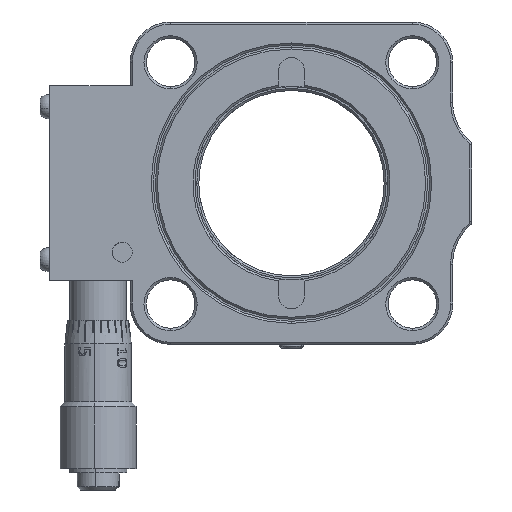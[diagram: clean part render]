
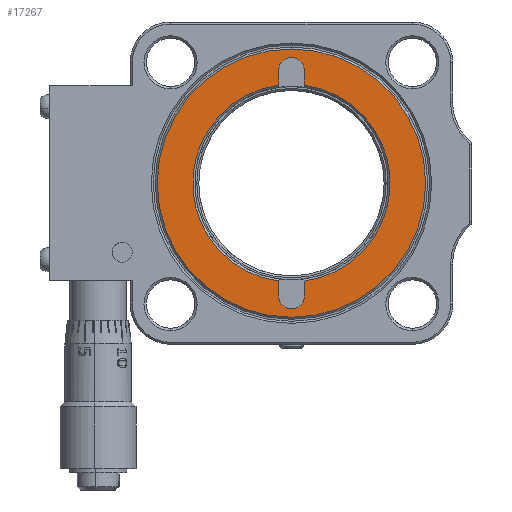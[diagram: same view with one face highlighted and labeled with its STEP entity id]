
A CAD part, left-side view. The second image highlights one B-rep face of the part: STEP entity #17267.
In plain terms, the highlighted planar face has unit normal (-1, 0, 0).
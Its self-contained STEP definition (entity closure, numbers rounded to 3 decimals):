
#1046 = EDGE_CURVE ( 'NONE', #11940, #7504, #18708, .T. ) ;
#1334 = FACE_BOUND ( 'NONE', #23992, .T. ) ;
#1535 = VECTOR ( 'NONE', #13896, 1000. ) ;
#2189 = VERTEX_POINT ( 'NONE', #4197 ) ;
#2294 = EDGE_CURVE ( 'NONE', #8295, #9951, #8208, .T. ) ;
#2344 = CARTESIAN_POINT ( 'NONE',  ( -4.046, 0., 0. ) ) ;
#2503 = DIRECTION ( 'NONE',  ( 0., 0., 1. ) ) ;
#2608 = EDGE_CURVE ( 'NONE', #5850, #12362, #15140, .T. ) ;
#2881 = ORIENTED_EDGE ( 'NONE', *, *, #26066, .T. ) ;
#3039 = CARTESIAN_POINT ( 'NONE',  ( -4.046, 1.6, -14. ) ) ;
#3726 = DIRECTION ( 'NONE',  ( 0., 0., -1. ) ) ;
#3785 = CIRCLE ( 'NONE', #24571, 1.6 ) ;
#4197 = CARTESIAN_POINT ( 'NONE',  ( -4.046, 1.6, 14. ) ) ;
#4978 = CARTESIAN_POINT ( 'NONE',  ( -4.046, 0., 14. ) ) ;
#5089 = ORIENTED_EDGE ( 'NONE', *, *, #21515, .F. ) ;
#5145 = DIRECTION ( 'NONE',  ( 0., 0., -1. ) ) ;
#5314 = ORIENTED_EDGE ( 'NONE', *, *, #9306, .F. ) ;
#5438 = AXIS2_PLACEMENT_3D ( 'NONE', #2344, #20566, #10565 ) ;
#5579 = CARTESIAN_POINT ( 'NONE',  ( -4.046, 1.6, -14. ) ) ;
#5625 = AXIS2_PLACEMENT_3D ( 'NONE', #22233, #15904, #20773 ) ;
#5850 = VERTEX_POINT ( 'NONE', #11476 ) ;
#5963 = DIRECTION ( 'NONE',  ( 1., 0., 0. ) ) ;
#6073 = AXIS2_PLACEMENT_3D ( 'NONE', #21416, #23538, #23719 ) ;
#6101 = DIRECTION ( 'NONE',  ( 0., 0., 1. ) ) ;
#6330 = ORIENTED_EDGE ( 'NONE', *, *, #24741, .F. ) ;
#6442 = VECTOR ( 'NONE', #3726, 1000. ) ;
#6790 = DIRECTION ( 'NONE',  ( -1., 0., 0. ) ) ;
#7419 = PLANE ( 'NONE',  #6073 ) ;
#7504 = VERTEX_POINT ( 'NONE', #18088 ) ;
#7596 = VECTOR ( 'NONE', #23651, 1000. ) ;
#7689 = AXIS2_PLACEMENT_3D ( 'NONE', #4978, #19018, #5145 ) ;
#7769 = CIRCLE ( 'NONE', #5438, 12.25 ) ;
#8208 = CIRCLE ( 'NONE', #18520, 16.65 ) ;
#8295 = VERTEX_POINT ( 'NONE', #14148 ) ;
#8967 = DIRECTION ( 'NONE',  ( 0., 0., -1. ) ) ;
#9306 = EDGE_CURVE ( 'NONE', #20707, #23693, #22434, .T. ) ;
#9697 = CIRCLE ( 'NONE', #7689, 1.6 ) ;
#9951 = VERTEX_POINT ( 'NONE', #18551 ) ;
#10081 = VERTEX_POINT ( 'NONE', #10592 ) ;
#10253 = CARTESIAN_POINT ( 'NONE',  ( -4.046, -1.6, -14. ) ) ;
#10403 = CARTESIAN_POINT ( 'NONE',  ( -4.046, 0., 0. ) ) ;
#10525 = CARTESIAN_POINT ( 'NONE',  ( -4.046, -1.6, 12.145 ) ) ;
#10551 = EDGE_CURVE ( 'NONE', #20707, #12362, #7769, .T. ) ;
#10565 = DIRECTION ( 'NONE',  ( 0., 0., 1. ) ) ;
#10592 = CARTESIAN_POINT ( 'NONE',  ( -4.046, 0., -15.6 ) ) ;
#11476 = CARTESIAN_POINT ( 'NONE',  ( -4.046, -1.6, -14. ) ) ;
#11909 = CIRCLE ( 'NONE', #19157, 16.65 ) ;
#11940 = VERTEX_POINT ( 'NONE', #16323 ) ;
#11962 = EDGE_CURVE ( 'NONE', #10081, #5850, #14071, .T. ) ;
#12362 = VERTEX_POINT ( 'NONE', #19998 ) ;
#12810 = ORIENTED_EDGE ( 'NONE', *, *, #23768, .F. ) ;
#12910 = AXIS2_PLACEMENT_3D ( 'NONE', #19356, #5963, #22518 ) ;
#13036 = CARTESIAN_POINT ( 'NONE',  ( -4.046, -1.6, 14. ) ) ;
#13355 = FACE_OUTER_BOUND ( 'NONE', #26133, .T. ) ;
#13764 = EDGE_CURVE ( 'NONE', #11940, #15790, #23855, .T. ) ;
#13896 = DIRECTION ( 'NONE',  ( 0., 0., 1. ) ) ;
#14071 = CIRCLE ( 'NONE', #5625, 1.6 ) ;
#14148 = CARTESIAN_POINT ( 'NONE',  ( -4.046, 0., -16.65 ) ) ;
#14868 = CARTESIAN_POINT ( 'NONE',  ( -4.046, 0., 0. ) ) ;
#14987 = CARTESIAN_POINT ( 'NONE',  ( -4.046, 0., -14. ) ) ;
#15140 = LINE ( 'NONE', #16004, #1535 ) ;
#15790 = VERTEX_POINT ( 'NONE', #3039 ) ;
#15904 = DIRECTION ( 'NONE',  ( -1., 0., 0. ) ) ;
#16004 = CARTESIAN_POINT ( 'NONE',  ( -4.046, -1.6, -14. ) ) ;
#16323 = CARTESIAN_POINT ( 'NONE',  ( -4.046, 1.6, -12.145 ) ) ;
#17267 = ADVANCED_FACE ( 'NONE', ( #13355, #1334 ), #7419, .F. ) ;
#17433 = LINE ( 'NONE', #17798, #7596 ) ;
#17798 = CARTESIAN_POINT ( 'NONE',  ( -4.046, 1.6, -14. ) ) ;
#18088 = CARTESIAN_POINT ( 'NONE',  ( -4.046, 1.6, 12.145 ) ) ;
#18511 = ORIENTED_EDGE ( 'NONE', *, *, #2294, .T. ) ;
#18520 = AXIS2_PLACEMENT_3D ( 'NONE', #14868, #6790, #2503 ) ;
#18551 = CARTESIAN_POINT ( 'NONE',  ( -4.046, 0., 16.65 ) ) ;
#18708 = CIRCLE ( 'NONE', #12910, 12.25 ) ;
#19018 = DIRECTION ( 'NONE',  ( -1., 0., 0. ) ) ;
#19052 = DIRECTION ( 'NONE',  ( -1., 0., 0. ) ) ;
#19157 = AXIS2_PLACEMENT_3D ( 'NONE', #10403, #24845, #20770 ) ;
#19356 = CARTESIAN_POINT ( 'NONE',  ( -4.046, 0., 0. ) ) ;
#19606 = VECTOR ( 'NONE', #6101, 1000. ) ;
#19951 = ORIENTED_EDGE ( 'NONE', *, *, #13764, .F. ) ;
#19998 = CARTESIAN_POINT ( 'NONE',  ( -4.046, -1.6, -12.145 ) ) ;
#20566 = DIRECTION ( 'NONE',  ( 1., 0., 0. ) ) ;
#20707 = VERTEX_POINT ( 'NONE', #10525 ) ;
#20770 = DIRECTION ( 'NONE',  ( 0., 0., 1. ) ) ;
#20773 = DIRECTION ( 'NONE',  ( 0., 0., -1. ) ) ;
#21416 = CARTESIAN_POINT ( 'NONE',  ( -4.046, 0., 0. ) ) ;
#21515 = EDGE_CURVE ( 'NONE', #23693, #2189, #9697, .T. ) ;
#22233 = CARTESIAN_POINT ( 'NONE',  ( -4.046, 0., -14. ) ) ;
#22434 = LINE ( 'NONE', #10253, #19606 ) ;
#22518 = DIRECTION ( 'NONE',  ( 0., 0., 1. ) ) ;
#22789 = ORIENTED_EDGE ( 'NONE', *, *, #2608, .F. ) ;
#23538 = DIRECTION ( 'NONE',  ( 1., 0., 0. ) ) ;
#23574 = ORIENTED_EDGE ( 'NONE', *, *, #11962, .F. ) ;
#23651 = DIRECTION ( 'NONE',  ( 0., 0., -1. ) ) ;
#23693 = VERTEX_POINT ( 'NONE', #13036 ) ;
#23719 = DIRECTION ( 'NONE',  ( 0., 0., 1. ) ) ;
#23768 = EDGE_CURVE ( 'NONE', #2189, #7504, #17433, .T. ) ;
#23855 = LINE ( 'NONE', #5579, #6442 ) ;
#23992 = EDGE_LOOP ( 'NONE', ( #19951, #25675, #12810, #5089, #5314, #24535, #22789, #23574, #6330 ) ) ;
#24535 = ORIENTED_EDGE ( 'NONE', *, *, #10551, .T. ) ;
#24571 = AXIS2_PLACEMENT_3D ( 'NONE', #14987, #19052, #8967 ) ;
#24741 = EDGE_CURVE ( 'NONE', #15790, #10081, #3785, .T. ) ;
#24845 = DIRECTION ( 'NONE',  ( -1., 0., 0. ) ) ;
#25675 = ORIENTED_EDGE ( 'NONE', *, *, #1046, .T. ) ;
#26066 = EDGE_CURVE ( 'NONE', #9951, #8295, #11909, .T. ) ;
#26133 = EDGE_LOOP ( 'NONE', ( #2881, #18511 ) ) ;
